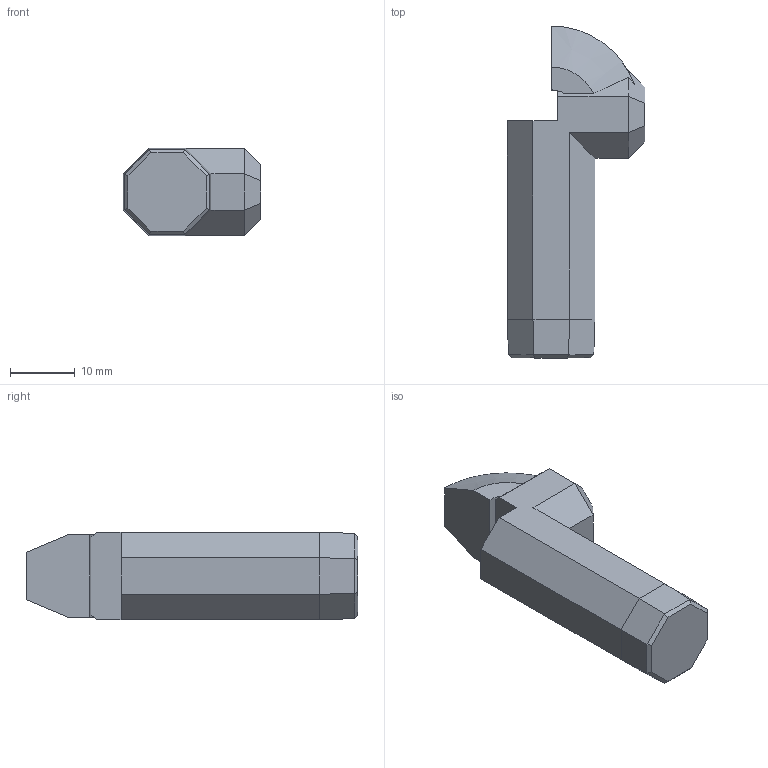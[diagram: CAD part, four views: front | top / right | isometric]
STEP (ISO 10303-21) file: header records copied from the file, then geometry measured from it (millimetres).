
FILE_DESCRIPTION(('Open CASCADE Model'),'2;1');
FILE_NAME('Open CASCADE Shape Model','2025-01-05T12:03:24',('Author'),( 'Open CASCADE'),'Open CASCADE STEP processor 7.7','Open CASCADE 7.7' ,'Unknown');
FILE_SCHEMA(('AUTOMOTIVE_DESIGN { 1 0 10303 214 1 1 1 1 }'));
Length unit declared in the file: millimetre
Products named in the file (1): Open CASCADE STEP translator 7.7 1
Bounding box: 21.29 x 51.44 x 13.58 mm (x, y, z)
Volume: 7891.7 mm3; surface area: 2738.3 mm2
Topology: 1 solids, 1 shells, 51 faces, 121 edges, 72 vertices
Faces by surface type: bspline 24, plane 23, cylinder 2, cone 2
Entity records: 3006 total; most frequent: CARTESIAN_POINT 733, DIRECTION 347, LINE 259, VECTOR 259, ORIENTED_EDGE 242, PCURVE 242, DEFINITIONAL_REPRESENTATION 242, EDGE_CURVE 121
